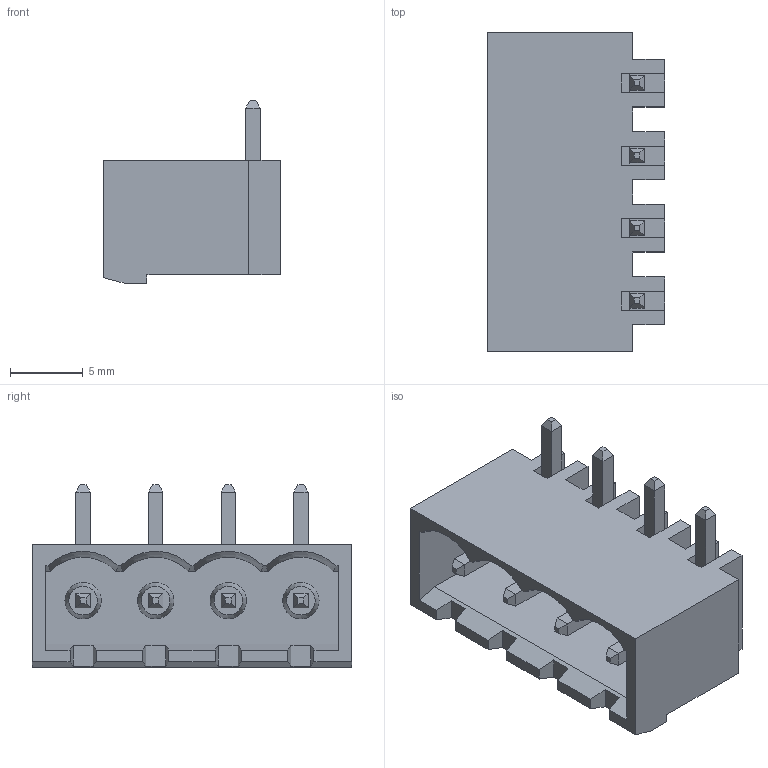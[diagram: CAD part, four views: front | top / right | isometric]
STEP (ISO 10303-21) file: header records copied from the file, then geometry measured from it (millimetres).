
FILE_DESCRIPTION(('STEP AP214'),'1');
FILE_NAME('PV04-5-H-P.stp','2021-03-31T13:20:33',(' '),(' '),'Spatial InterOp 3D',' ',' ');
FILE_SCHEMA(('AUTOMOTIVE_DESIGN { 1 0 10303 214 1 1 1 1 }'));
Length unit declared in the file: metre
Products named in the file (1): 1617196577
Bounding box: 12.2 x 22 x 12.6 mm (x, y, z)
Volume: 1039.7 mm3; surface area: 1920 mm2
Topology: 1 solids, 1 shells, 171 faces, 439 edges, 278 vertices
Faces by surface type: plane 155, cone 8, cylinder 8
Entity records: 6386 total; most frequent: CARTESIAN_POINT 901, ORIENTED_EDGE 862, DIRECTION 795, EDGE_CURVE 431, LINE 395, VECTOR 395, VERTEX_POINT 274, AXIS2_PLACEMENT_3D 200
